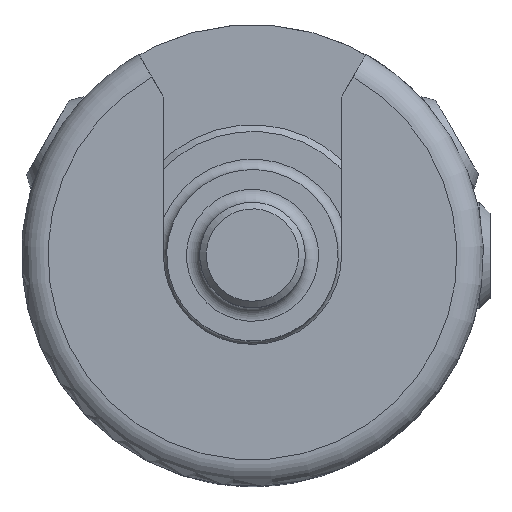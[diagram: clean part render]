
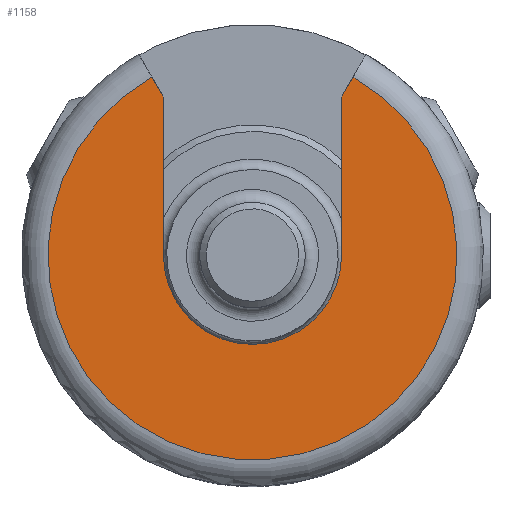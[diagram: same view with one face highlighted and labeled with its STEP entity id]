
A CAD part, top view. The second image highlights one B-rep face of the part: STEP entity #1158.
In plain terms, the highlighted planar face has unit normal (0, 0, 1).
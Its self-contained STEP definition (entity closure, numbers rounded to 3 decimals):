
#772=CARTESIAN_POINT('',(-7.616,13.5,10.0));
#773=VERTEX_POINT('',#772);
#788=CARTESIAN_POINT('',(7.616,13.5,10.0));
#789=VERTEX_POINT('',#788);
#803=CARTESIAN_POINT('',(0.0,0.0,10.0));
#804=DIRECTION('',(0.0,0.0,-1.0));
#805=DIRECTION('',(0.0,-1.0,0.0));
#806=AXIS2_PLACEMENT_3D('',#803,#804,#805);
#807=CIRCLE('',#806,15.5);
#808=EDGE_CURVE('',#789,#773,#807,.T.);
#828=CARTESIAN_POINT('',(6.75,12.,10.0));
#829=VERTEX_POINT('',#828);
#836=CARTESIAN_POINT('',(7.616,13.5,10.0));
#837=DIRECTION('',(-0.5,-0.866,0.0));
#838=VECTOR('',#837,1.732);
#839=LINE('',#836,#838);
#840=EDGE_CURVE('',#789,#829,#839,.T.);
#1060=CARTESIAN_POINT('',(6.75,0.0,10.0));
#1061=VERTEX_POINT('',#1060);
#1068=CARTESIAN_POINT('',(6.75,12.,10.0));
#1069=DIRECTION('',(0.0,-1.0,0.0));
#1070=VECTOR('',#1069,12.);
#1071=LINE('',#1068,#1070);
#1072=EDGE_CURVE('',#829,#1061,#1071,.T.);
#1084=CARTESIAN_POINT('',(-6.75,12.,10.0));
#1085=VERTEX_POINT('',#1084);
#1086=CARTESIAN_POINT('',(-6.75,12.,10.0));
#1087=DIRECTION('',(-0.5,0.866,0.0));
#1088=VECTOR('',#1087,1.732);
#1089=LINE('',#1086,#1088);
#1090=EDGE_CURVE('',#1085,#773,#1089,.T.);
#1110=CARTESIAN_POINT('',(-6.75,0.0,10.0));
#1111=VERTEX_POINT('',#1110);
#1112=CARTESIAN_POINT('',(-6.75,0.0,10.0));
#1113=DIRECTION('',(0.0,1.0,0.0));
#1114=VECTOR('',#1113,12.);
#1115=LINE('',#1112,#1114);
#1116=EDGE_CURVE('',#1111,#1085,#1115,.T.);
#1134=CARTESIAN_POINT('',(0.0,0.0,10.0));
#1135=DIRECTION('',(0.0,0.0,-1.0));
#1136=DIRECTION('',(-1.0,0.0,0.0));
#1137=AXIS2_PLACEMENT_3D('',#1134,#1135,#1136);
#1138=CIRCLE('',#1137,6.75);
#1139=EDGE_CURVE('',#1061,#1111,#1138,.T.);
#1145=CARTESIAN_POINT('',(0.0,0.0,10.0));
#1146=DIRECTION('',(0.0,0.0,-1.0));
#1147=DIRECTION('',(-1.0,0.0,0.0));
#1148=AXIS2_PLACEMENT_3D('',#1145,#1146,#1147);
#1149=PLANE('',#1148);
#1150=ORIENTED_EDGE('',*,*,#808,.F.);
#1151=ORIENTED_EDGE('',*,*,#840,.T.);
#1152=ORIENTED_EDGE('',*,*,#1072,.T.);
#1153=ORIENTED_EDGE('',*,*,#1139,.T.);
#1154=ORIENTED_EDGE('',*,*,#1116,.T.);
#1155=ORIENTED_EDGE('',*,*,#1090,.T.);
#1156=EDGE_LOOP('',(#1150,#1151,#1152,#1153,#1154,#1155));
#1157=FACE_OUTER_BOUND('',#1156,.T.);
#1158=ADVANCED_FACE('',(#1157),#1149,.F.);
